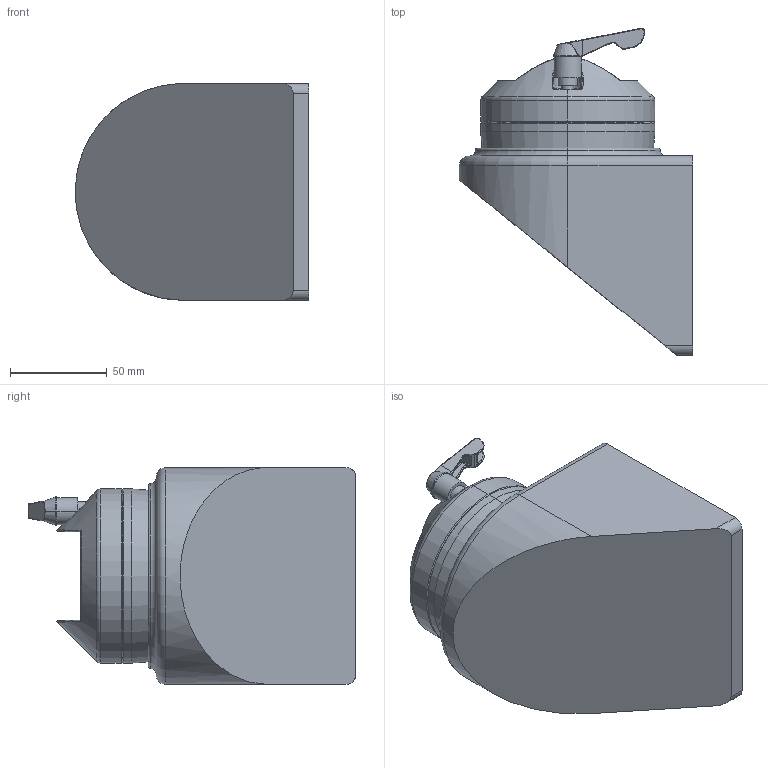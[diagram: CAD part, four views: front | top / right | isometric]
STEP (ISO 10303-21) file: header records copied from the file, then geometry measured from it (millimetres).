
FILE_DESCRIPTION (( 'STEP AP203' ), '1' );
FILE_NAME ('49447030_r.STEP', '2012-02-14T08:43:18', ( 'Meyer' ), ( '' ), 'SwSTEP 2.0', 'SolidWorks 2011', '' );
FILE_SCHEMA (( 'CONFIG_CONTROL_DESIGN' ));
Length unit declared in the file: millimetre
Products named in the file (1): 49447030_r
Bounding box: 120.5 x 168.93 x 112 mm (x, y, z)
Volume: 956104.7 mm3; surface area: 87208.4 mm2
Topology: 2 solids, 6 shells, 311 faces, 706 edges, 425 vertices
Faces by surface type: cylinder 105, plane 76, cone 50, bspline 48, torus 24, sphere 8
Entity records: 10327 total; most frequent: CARTESIAN_POINT 3644, ORIENTED_EDGE 1396, DIRECTION 1383, EDGE_CURVE 698, AXIS2_PLACEMENT_3D 566, VERTEX_POINT 421, EDGE_LOOP 333, FACE_OUTER_BOUND 311
